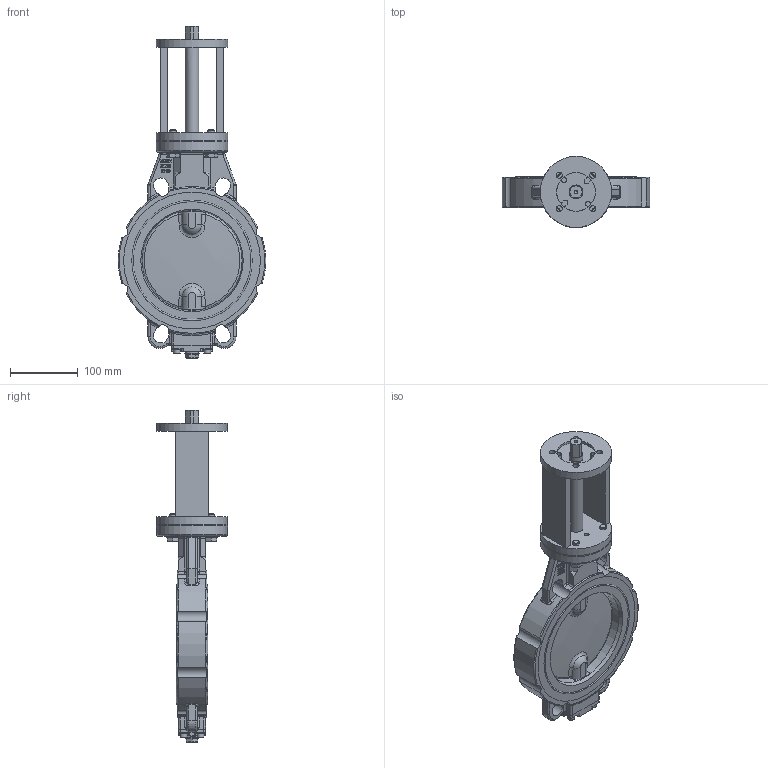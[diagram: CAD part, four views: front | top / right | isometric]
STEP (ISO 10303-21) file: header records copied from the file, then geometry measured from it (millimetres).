
FILE_DESCRIPTION(/* description */ ('mit freiem Wellenende, 4kt.17/F07'),/* implementation_level */ '2;1');
FILE_NAME(/* name */ '10001262.stp',/* time_stamp */ '2025-10-07T16:00:00+02:00',/* author */ ('schlagheck'),/* organization */ (''),/* preprocessor_version */ 'ST-DEVELOPER v20',/* originating_system */ 'Autodesk Inventor 2024',/* authorisation */ '');
FILE_SCHEMA (('AUTOMOTIVE_DESIGN { 1 0 10303 214 3 1 1 }'));
Length unit declared in the file: millimetre
Products named in the file (21): 10001262; 10002636; 10002464; 1000334; 1000344; 10005040; 10005449; 10009161; 10008310; 10000624; 10000236; 10000412; 10000552; 10001634; DIN 128 - A6; ISO 4762  - M6 x 12; DIN 7603 - A16 x 20; 0010124Sb; DIN 471 - 20x1,2; DIN 128 - A10; ISO 4017 - M10 x 35
Assembly tree (38 placements, depth 3):
  10001262
    10002636
      10002464
      1000334
      1000344
      10005040  x6
    10005449
    10009161
    10008310
    10000624
    10000236
    10000412
    10000552  x2
    10001634
    DIN 128 - A6  x4
    ISO 4762  - M6 x 12  x4
    DIN 7603 - A16 x 20
    0010124Sb
    DIN 471 - 20x1,2
    DIN 128 - A10  x4
    ISO 4017 - M10 x 35  x4
Bounding box: 218 x 105 x 490.3 mm (x, y, z)
Volume: 1801670.7 mm3; surface area: 444442 mm2
Topology: 37 solids, 37 shells, 1359 faces, 3330 edges, 2131 vertices
Faces by surface type: plane 656, cylinder 283, bspline 218, torus 109, cone 71, sphere 22
Full cylindrical faces by diameter (mm): 2 x2, 4.917 x8, 6 x4, 6.5 x4, 6.647 x3, 7 x2, 8 x12, 8.376 x4, 9 x4, 10 x8, 11 x8, 14.376 x1, 14.63 x4, 16 x3, 16.2 x1, 19 x1, 19.63 x1, 19.8 x8, 19.9 x1, 20 x5, 20.2 x2, 20.3 x1, 20.5 x2, 21 x1, 22 x1, 25 x5, 26 x10, 26.5 x4, 28 x1, 30.5 x1
Entity records: 36214 total; most frequent: CARTESIAN_POINT 10538, ORIENTED_EDGE 5372, DIRECTION 4697, EDGE_CURVE 2686, VERTEX_POINT 1725, AXIS2_PLACEMENT_3D 1704, LINE 1289, VECTOR 1289
